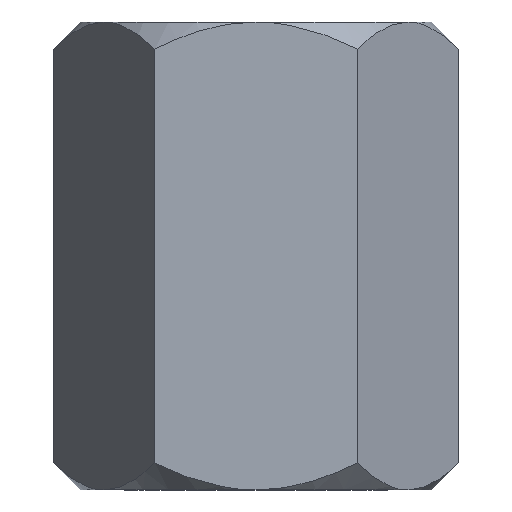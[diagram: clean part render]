
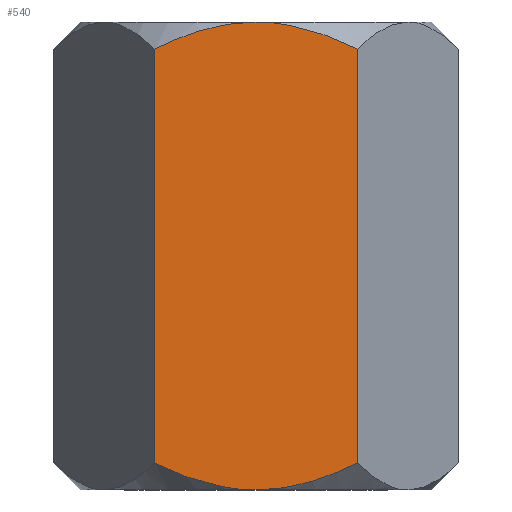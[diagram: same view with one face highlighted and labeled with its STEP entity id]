
A CAD part, left-side view. The second image highlights one B-rep face of the part: STEP entity #540.
In plain terms, the highlighted planar face has unit normal (-1, 0, 0).
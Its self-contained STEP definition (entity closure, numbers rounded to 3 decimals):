
#6 = CARTESIAN_POINT ( 'NONE',  ( -18., -7.503, -1.497 ) ) ;
#12 = CARTESIAN_POINT ( 'NONE',  ( -18., 7.511, -1.5 ) ) ;
#19 = CARTESIAN_POINT ( 'NONE',  ( -18., -7.084, -46.66 ) ) ;
#20 = CARTESIAN_POINT ( 'NONE',  ( -18., -8.762, -2.004 ) ) ;
#24 = CARTESIAN_POINT ( 'NONE',  ( -18., -3.599, -0.28 ) ) ;
#64 = CARTESIAN_POINT ( 'NONE',  ( -18., 0.913, -0.017 ) ) ;
#70 = CARTESIAN_POINT ( 'NONE',  ( -18., -5.793, -47.096 ) ) ;
#74 = ORIENTED_EDGE ( 'NONE', *, *, #208, .F. ) ;
#83 = CARTESIAN_POINT ( 'NONE',  ( -18., -5.785, -0.902 ) ) ;
#90 = CARTESIAN_POINT ( 'NONE',  ( -18., 0., -48. ) ) ;
#95 = CARTESIAN_POINT ( 'NONE',  ( -18., 3.599, -47.72 ) ) ;
#96 = B_SPLINE_CURVE_WITH_KNOTS ( 'NONE', 3,
 ( #703, #267, #699, #218, #520, #507, #570, #95, #341, #90 ),
 .UNSPECIFIED., .F., .F.,
 ( 4, 2, 2, 2, 4 ),
 ( 0.041, 0.043, 0.045, 0.046, 0.051 ),
 .UNSPECIFIED. ) ;
#112 = CARTESIAN_POINT ( 'NONE',  ( -18., -10.392, -45.215 ) ) ;
#135 = CARTESIAN_POINT ( 'NONE',  ( -18., 3.608, -0.337 ) ) ;
#145 = CARTESIAN_POINT ( 'NONE',  ( -18., 4.488, -0.532 ) ) ;
#146 = CARTESIAN_POINT ( 'NONE',  ( -18., -4.488, -47.468 ) ) ;
#170 = VECTOR ( 'NONE', #392, 1000. ) ;
#201 = CARTESIAN_POINT ( 'NONE',  ( -18., 9.589, -2.383 ) ) ;
#204 = CARTESIAN_POINT ( 'NONE',  ( -18., 5.793, -0.904 ) ) ;
#208 = EDGE_CURVE ( 'NONE', #351, #245, #303, .T. ) ;
#216 = EDGE_CURVE ( 'NONE', #661, #439, #752, .T. ) ;
#218 = CARTESIAN_POINT ( 'NONE',  ( -18., 7.503, -46.503 ) ) ;
#223 = PLANE ( 'NONE',  #671 ) ;
#230 = EDGE_CURVE ( 'NONE', #439, #766, #370, .T. ) ;
#241 = ORIENTED_EDGE ( 'NONE', *, *, #447, .T. ) ;
#245 = VERTEX_POINT ( 'NONE', #748 ) ;
#249 = CARTESIAN_POINT ( 'NONE',  ( -18., 10.392, -48. ) ) ;
#252 = CARTESIAN_POINT ( 'NONE',  ( -18., -2.269, -47.863 ) ) ;
#267 = CARTESIAN_POINT ( 'NONE',  ( -18., 9.584, -45.62 ) ) ;
#271 = DIRECTION ( 'NONE',  ( 0., 0., 1. ) ) ;
#272 = FACE_OUTER_BOUND ( 'NONE', #365, .T. ) ;
#276 = DIRECTION ( 'NONE',  ( 0., 0., 1. ) ) ;
#277 = CARTESIAN_POINT ( 'NONE',  ( -18., -7.079, -1.338 ) ) ;
#303 = LINE ( 'NONE', #249, #170 ) ;
#308 = B_SPLINE_CURVE_WITH_KNOTS ( 'NONE', 3,
 ( #608, #672, #364, #613, #252, #485, #146, #70, #572, #19, #390, #636, #744, #384 ),
 .UNSPECIFIED., .F., .F.,
 ( 4, 2, 2, 2, 2, 2, 4 ),
 ( 0.051, 0.053, 0.054, 0.057, 0.058, 0.06, 0.062 ),
 .UNSPECIFIED. ) ;
#310 = ORIENTED_EDGE ( 'NONE', *, *, #679, .T. ) ;
#321 = CARTESIAN_POINT ( 'NONE',  ( -18., 0., 0. ) ) ;
#335 = CARTESIAN_POINT ( 'NONE',  ( -18., -1.819, 0. ) ) ;
#341 = CARTESIAN_POINT ( 'NONE',  ( -18., 1.819, -48. ) ) ;
#351 = VERTEX_POINT ( 'NONE', #354 ) ;
#354 = CARTESIAN_POINT ( 'NONE',  ( -18., 10.392, -45.215 ) ) ;
#364 = CARTESIAN_POINT ( 'NONE',  ( -18., -0.913, -47.983 ) ) ;
#365 = EDGE_LOOP ( 'NONE', ( #74, #724, #241, #754, #423, #310 ) ) ;
#370 = B_SPLINE_CURVE_WITH_KNOTS ( 'NONE', 3,
 ( #684, #445, #20, #6, #277, #645, #83, #24, #335, #321 ),
 .UNSPECIFIED., .F., .F.,
 ( 4, 2, 2, 2, 4 ),
 ( 0.041, 0.043, 0.045, 0.046, 0.051 ),
 .UNSPECIFIED. ) ;
#375 = CARTESIAN_POINT ( 'NONE',  ( -18., -10.392, -2.785 ) ) ;
#377 = CARTESIAN_POINT ( 'NONE',  ( -18., 1.819, -0.086 ) ) ;
#382 = CARTESIAN_POINT ( 'NONE',  ( -18., 0., 0. ) ) ;
#384 = CARTESIAN_POINT ( 'NONE',  ( -18., -10.392, -45.215 ) ) ;
#390 = CARTESIAN_POINT ( 'NONE',  ( -18., -7.511, -46.5 ) ) ;
#392 = DIRECTION ( 'NONE',  ( 0., 0., 1. ) ) ;
#394 = B_SPLINE_CURVE_WITH_KNOTS ( 'NONE', 3,
 ( #382, #495, #64, #377, #490, #135, #145, #204, #626, #739, #12, #618, #201, #634 ),
 .UNSPECIFIED., .F., .F.,
 ( 4, 2, 2, 2, 2, 2, 4 ),
 ( 0.051, 0.053, 0.054, 0.057, 0.058, 0.06, 0.062 ),
 .UNSPECIFIED. ) ;
#411 = CARTESIAN_POINT ( 'NONE',  ( -18., 0., -48. ) ) ;
#423 = ORIENTED_EDGE ( 'NONE', *, *, #230, .T. ) ;
#439 = VERTEX_POINT ( 'NONE', #375 ) ;
#445 = CARTESIAN_POINT ( 'NONE',  ( -18., -9.584, -2.38 ) ) ;
#447 = EDGE_CURVE ( 'NONE', #664, #661, #308, .T. ) ;
#485 = CARTESIAN_POINT ( 'NONE',  ( -18., -3.608, -47.663 ) ) ;
#490 = CARTESIAN_POINT ( 'NONE',  ( -18., 2.269, -0.137 ) ) ;
#495 = CARTESIAN_POINT ( 'NONE',  ( -18., 0.455, 0. ) ) ;
#507 = CARTESIAN_POINT ( 'NONE',  ( -18., 6.22, -46.96 ) ) ;
#510 = CARTESIAN_POINT ( 'NONE',  ( -18., 10.392, -48. ) ) ;
#520 = CARTESIAN_POINT ( 'NONE',  ( -18., 7.079, -46.662 ) ) ;
#540 = ADVANCED_FACE ( 'NONE', ( #272 ), #223, .T. ) ;
#549 = EDGE_CURVE ( 'NONE', #351, #664, #96, .T. ) ;
#570 = CARTESIAN_POINT ( 'NONE',  ( -18., 5.785, -47.098 ) ) ;
#572 = CARTESIAN_POINT ( 'NONE',  ( -18., -6.225, -46.958 ) ) ;
#608 = CARTESIAN_POINT ( 'NONE',  ( -18., 0., -48. ) ) ;
#613 = CARTESIAN_POINT ( 'NONE',  ( -18., -1.819, -47.914 ) ) ;
#618 = CARTESIAN_POINT ( 'NONE',  ( -18., 8.771, -2.008 ) ) ;
#626 = CARTESIAN_POINT ( 'NONE',  ( -18., 6.225, -1.042 ) ) ;
#634 = CARTESIAN_POINT ( 'NONE',  ( -18., 10.392, -2.785 ) ) ;
#636 = CARTESIAN_POINT ( 'NONE',  ( -18., -8.771, -45.992 ) ) ;
#641 = CARTESIAN_POINT ( 'NONE',  ( -18., 0., 0. ) ) ;
#645 = CARTESIAN_POINT ( 'NONE',  ( -18., -6.22, -1.04 ) ) ;
#661 = VERTEX_POINT ( 'NONE', #112 ) ;
#664 = VERTEX_POINT ( 'NONE', #411 ) ;
#671 = AXIS2_PLACEMENT_3D ( 'NONE', #510, #757, #276 ) ;
#672 = CARTESIAN_POINT ( 'NONE',  ( -18., -0.455, -48. ) ) ;
#679 = EDGE_CURVE ( 'NONE', #766, #245, #394, .T. ) ;
#684 = CARTESIAN_POINT ( 'NONE',  ( -18., -10.392, -2.785 ) ) ;
#693 = CARTESIAN_POINT ( 'NONE',  ( -18., -10.392, -48. ) ) ;
#699 = CARTESIAN_POINT ( 'NONE',  ( -18., 8.762, -45.996 ) ) ;
#703 = CARTESIAN_POINT ( 'NONE',  ( -18., 10.392, -45.215 ) ) ;
#724 = ORIENTED_EDGE ( 'NONE', *, *, #549, .T. ) ;
#739 = CARTESIAN_POINT ( 'NONE',  ( -18., 7.084, -1.34 ) ) ;
#744 = CARTESIAN_POINT ( 'NONE',  ( -18., -9.589, -45.617 ) ) ;
#748 = CARTESIAN_POINT ( 'NONE',  ( -18., 10.392, -2.785 ) ) ;
#752 = LINE ( 'NONE', #693, #789 ) ;
#754 = ORIENTED_EDGE ( 'NONE', *, *, #216, .T. ) ;
#757 = DIRECTION ( 'NONE',  ( -1., 0., 0. ) ) ;
#766 = VERTEX_POINT ( 'NONE', #641 ) ;
#789 = VECTOR ( 'NONE', #271, 1000. ) ;
